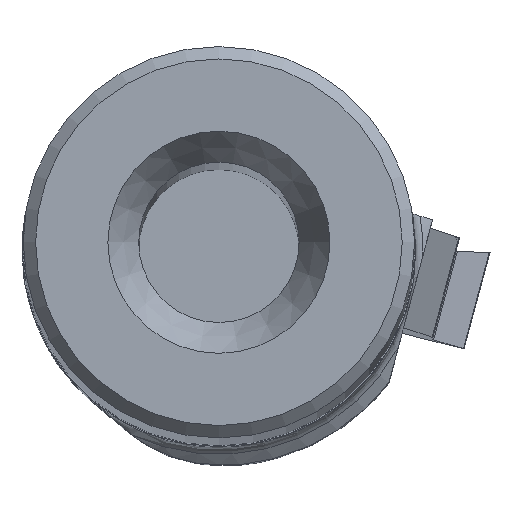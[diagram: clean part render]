
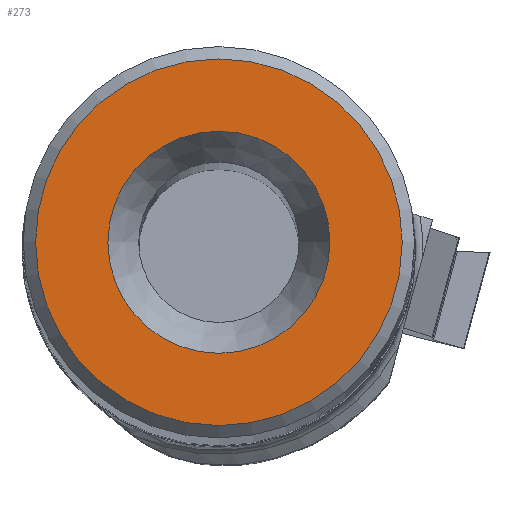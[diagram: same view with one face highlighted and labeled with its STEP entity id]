
A CAD part, top view. The second image highlights one B-rep face of the part: STEP entity #273.
In plain terms, the highlighted planar face has unit normal (0, 0, 1).
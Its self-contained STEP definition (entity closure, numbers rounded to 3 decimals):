
#135=FACE_BOUND('',#478,.T.);
#136=FACE_BOUND('',#479,.T.);
#201=CIRCLE('',#1780,7.43);
#203=CIRCLE('',#1784,4.5);
#273=ADVANCED_FACE('',(#135,#136),#327,.T.);
#327=PLANE('',#1785);
#478=EDGE_LOOP('',(#1113));
#479=EDGE_LOOP('',(#1114));
#1113=ORIENTED_EDGE('',*,*,#1538,.T.);
#1114=ORIENTED_EDGE('',*,*,#1536,.F.);
#1332=VERTEX_POINT('',#2906);
#1334=VERTEX_POINT('',#2912);
#1536=EDGE_CURVE('',#1332,#1332,#201,.T.);
#1538=EDGE_CURVE('',#1334,#1334,#203,.T.);
#1780=AXIS2_PLACEMENT_3D('',#2905,#2185,#2186);
#1784=AXIS2_PLACEMENT_3D('',#2911,#2193,#2194);
#1785=AXIS2_PLACEMENT_3D('',#2913,#2195,#2196);
#2185=DIRECTION('',(0.,0.,-1.));
#2186=DIRECTION('',(-1.,0.,0.));
#2193=DIRECTION('',(0.,0.,-1.));
#2194=DIRECTION('',(-1.,0.,0.));
#2195=DIRECTION('',(0.,0.,1.));
#2196=DIRECTION('',(-1.,0.,0.));
#2905=CARTESIAN_POINT('',(0.,0.,0.));
#2906=CARTESIAN_POINT('',(-7.43,0.,0.));
#2911=CARTESIAN_POINT('',(0.,0.,0.));
#2912=CARTESIAN_POINT('',(-4.5,0.,0.));
#2913=CARTESIAN_POINT('',(0.,0.,0.));
